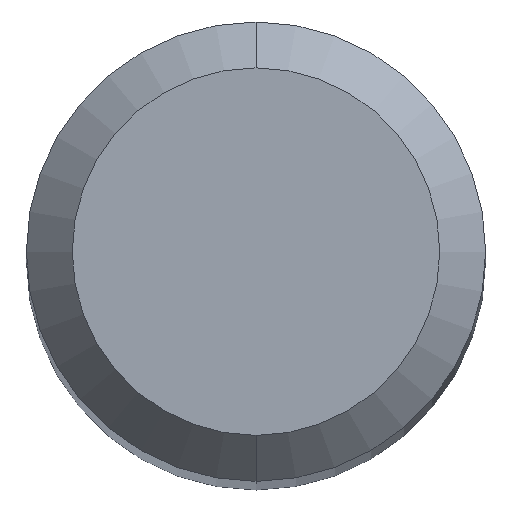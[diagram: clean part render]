
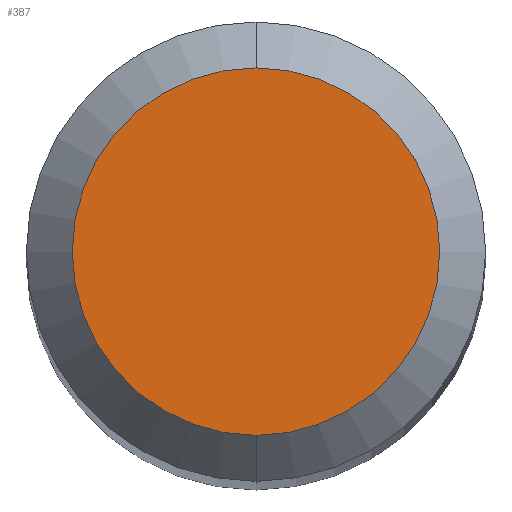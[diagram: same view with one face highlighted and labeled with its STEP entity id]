
A CAD part, top view. The second image highlights one B-rep face of the part: STEP entity #387.
In plain terms, the highlighted planar face has unit normal (0, 0, 1).
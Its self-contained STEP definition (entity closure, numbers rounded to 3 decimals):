
#215=VERTEX_POINT('',#525);
#363=EDGE_CURVE('',#431,#215,#691,.T.);
#387=ADVANCED_FACE('',(#716),#717,.T.);
#431=VERTEX_POINT('',#765);
#437=EDGE_CURVE('',#215,#431,#771,.T.);
#525=CARTESIAN_POINT('',(0.,-1.2,0.0));
#691=CIRCLE('',#1193,1.2);
#716=FACE_OUTER_BOUND('',#1278,.T.);
#717=PLANE('',#1279);
#765=CARTESIAN_POINT('',(0.0,1.2,0.0));
#771=CIRCLE('',#1364,1.2);
#1193=AXIS2_PLACEMENT_3D('',#1697,#1698,#1699);
#1278=EDGE_LOOP('',(#1717,#1718));
#1279=AXIS2_PLACEMENT_3D('',#1719,#1720,#1721);
#1364=AXIS2_PLACEMENT_3D('',#1773,#1774,#1775);
#1697=CARTESIAN_POINT('',(0.0,0.0,0.0));
#1698=DIRECTION('',(0.0,0.0,-1.0));
#1699=DIRECTION('',(0.0,1.0,0.0));
#1717=ORIENTED_EDGE('',*,*,#363,.F.);
#1718=ORIENTED_EDGE('',*,*,#437,.F.);
#1719=CARTESIAN_POINT('',(0.0,0.6,0.0));
#1720=DIRECTION('',(-0.0,0.0,1.0));
#1721=DIRECTION('',(0.0,-1.0,0.0));
#1773=CARTESIAN_POINT('',(0.0,0.0,0.0));
#1774=DIRECTION('',(0.0,0.0,-1.0));
#1775=DIRECTION('',(0.0,1.0,0.0));
